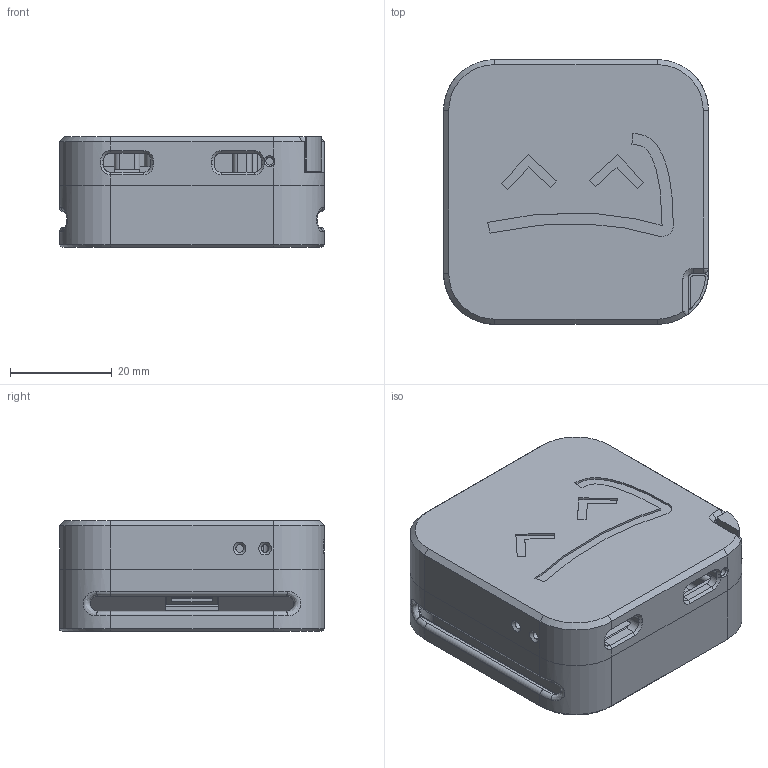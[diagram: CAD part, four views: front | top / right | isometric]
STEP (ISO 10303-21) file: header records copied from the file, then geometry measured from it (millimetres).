
FILE_DESCRIPTION(/* description */ (''),/* implementation_level */ '2;1');
FILE_NAME(/* name */ 'V3.3_SlimeX-FDM v7.step',/* time_stamp */ '2023-08-04T19:48:45-04:00',/* author */ (''),/* organization */ (''),/* preprocessor_version */ 'ST-DEVELOPER v20',/* originating_system */ 'Autodesk Translation Framework v12.9.0.99',/* authorisation */ '');
FILE_SCHEMA (('AUTOMOTIVE_DESIGN { 1 0 10303 214 3 1 1 }'));
Length unit declared in the file: millimetre
Products named in the file (3): V3.3_SlimeX-FDM; SlimeX  Top; SlimeX  Bottom
Assembly tree (2 placements, depth 2):
  V3.3_SlimeX-FDM
    SlimeX  Top
    SlimeX  Bottom
Bounding box: 52 x 52 x 21.8 mm (x, y, z)
Volume: 22765.6 mm3; surface area: 19964.4 mm2
Topology: 4 solids, 4 shells, 765 faces, 2071 edges, 1321 vertices
Faces by surface type: plane 401, cylinder 165, bspline 122, cone 41, torus 35, sphere 1
Full cylindrical faces by diameter (mm): 1.5 x3, 1.62 x2, 1.95 x2, 2.48 x2, 2.6 x2, 5 x2
Entity records: 28145 total; most frequent: CARTESIAN_POINT 9403, ORIENTED_EDGE 4130, DIRECTION 3516, EDGE_CURVE 2065, LINE 1354, VECTOR 1354, VERTEX_POINT 1321, AXIS2_PLACEMENT_3D 1081
